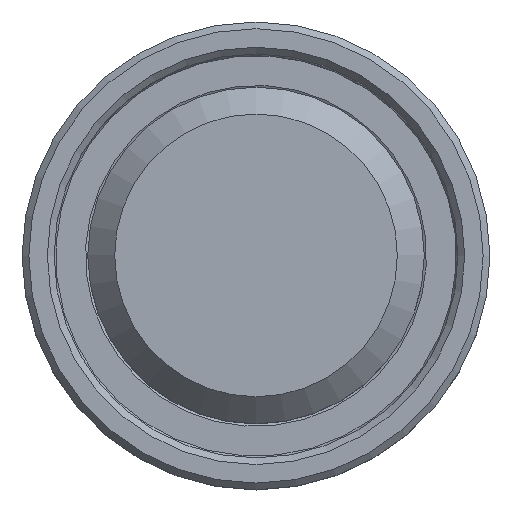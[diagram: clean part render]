
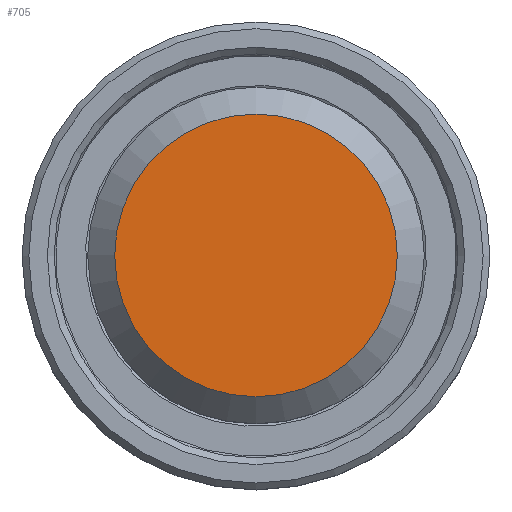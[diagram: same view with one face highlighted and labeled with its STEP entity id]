
A CAD part, top view. The second image highlights one B-rep face of the part: STEP entity #705.
In plain terms, the highlighted planar face has unit normal (0, 0, 1).
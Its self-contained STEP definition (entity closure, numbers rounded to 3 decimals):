
#45=PLANE('',#811);
#179=FACE_OUTER_BOUND('',#236,.T.);
#236=EDGE_LOOP('',(#588));
#301=CIRCLE('',#808,4.2);
#363=VERTEX_POINT('',#1217);
#443=EDGE_CURVE('',#363,#363,#301,.T.);
#588=ORIENTED_EDGE('',*,*,#443,.F.);
#705=ADVANCED_FACE('',(#179),#45,.F.);
#808=AXIS2_PLACEMENT_3D('',#1218,#980,#981);
#811=AXIS2_PLACEMENT_3D('',#1222,#986,#987);
#980=DIRECTION('center_axis',(0.,0.,-1.));
#981=DIRECTION('ref_axis',(-1.,0.,0.));
#986=DIRECTION('center_axis',(0.,0.,-1.));
#987=DIRECTION('ref_axis',(-1.,0.,0.));
#1217=CARTESIAN_POINT('',(4.2,0.,12.));
#1218=CARTESIAN_POINT('Origin',(0.,0.,12.));
#1222=CARTESIAN_POINT('Origin',(0.,0.,12.));
